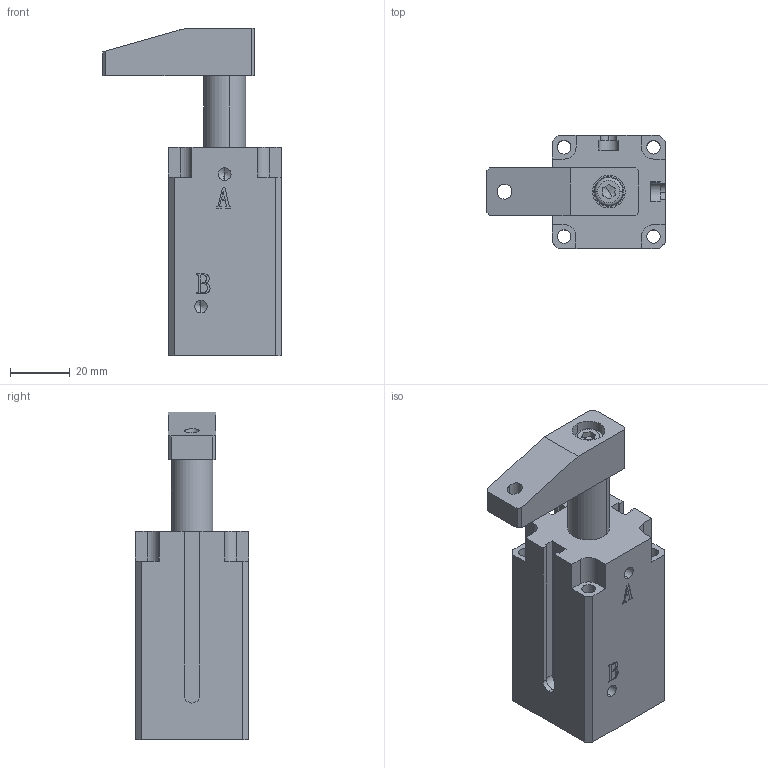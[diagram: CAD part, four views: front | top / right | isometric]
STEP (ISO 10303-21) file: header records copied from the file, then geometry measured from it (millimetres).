
FILE_DESCRIPTION (( 'STEP AP203' ), '1' );
FILE_NAME ('HASC-MS25.STEP', '2019-10-14T10:49:58', ( '微软用户' ), ( '微软中国' ), 'SwSTEP 2.0', 'SolidWorks 2012', '' );
FILE_SCHEMA (( 'CONFIG_CONTROL_DESIGN' ));
Length unit declared in the file: millimetre
Products named in the file (5): HASC-MS25; hex lobular socket head cap screws-4.8 gb_GB_HEXAGON_TYPE21 M6X16-16-N; HASC-25S活塞杆; HASC-25S等旋; HASC-MS25掛极
Assembly tree (4 placements, depth 2):
  HASC-MS25
    HASC-MS25掛极
    HASC-25S等旋
    HASC-25S活塞杆
    hex lobular socket head cap screws-4.8 gb_GB_HEXAGON_TYPE21 M6X16-16-N
Bounding box: 60 x 38 x 110 mm (x, y, z)
Volume: 91966.7 mm3; surface area: 32353.9 mm2
Topology: 4 solids, 4 shells, 183 faces, 472 edges, 304 vertices
Faces by surface type: plane 98, cylinder 43, bspline 20, cone 12, torus 10
Entity records: 6861 total; most frequent: CARTESIAN_POINT 1930, ORIENTED_EDGE 928, DIRECTION 878, EDGE_CURVE 464, VECTOR 310, LINE 310, VERTEX_POINT 304, AXIS2_PLACEMENT_3D 284
